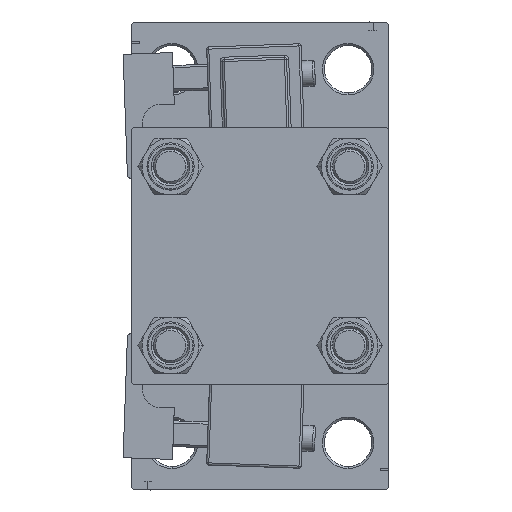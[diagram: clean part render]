
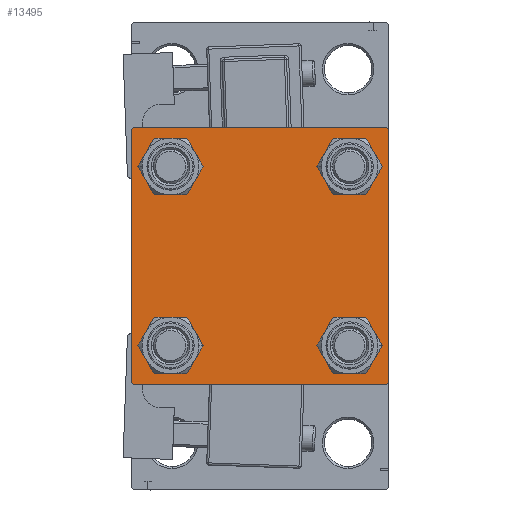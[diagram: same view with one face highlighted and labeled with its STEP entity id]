
A CAD part, left-side view. The second image highlights one B-rep face of the part: STEP entity #13495.
In plain terms, the highlighted planar face has unit normal (-1, 0, 0).
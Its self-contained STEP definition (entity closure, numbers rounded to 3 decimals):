
#27 = AXIS2_PLACEMENT_3D ( 'NONE', #8589, #31688, #48533 ) ;
#124 = CARTESIAN_POINT ( 'NONE',  ( 0., -20.85, -16.35 ) ) ;
#324 = AXIS2_PLACEMENT_3D ( 'NONE', #16770, #5068, #36730 ) ;
#1894 = FACE_BOUND ( 'NONE', #35716, .T. ) ;
#2943 = EDGE_CURVE ( 'NONE', #3709, #45771, #19613, .T. ) ;
#2968 = DIRECTION ( 'NONE',  ( 0., 0., 1. ) ) ;
#3103 = ORIENTED_EDGE ( 'NONE', *, *, #9368, .T. ) ;
#3709 = VERTEX_POINT ( 'NONE', #10550 ) ;
#4522 = VECTOR ( 'NONE', #25273, 1000. ) ;
#4929 = ORIENTED_EDGE ( 'NONE', *, *, #40020, .T. ) ;
#5068 = DIRECTION ( 'NONE',  ( 1., 0., 0. ) ) ;
#5838 = AXIS2_PLACEMENT_3D ( 'NONE', #32176, #38257, #34367 ) ;
#6261 = DIRECTION ( 'NONE',  ( 0., 0., -1. ) ) ;
#7157 = CARTESIAN_POINT ( 'NONE',  ( 0., 29.75, -29.75 ) ) ;
#7223 = CARTESIAN_POINT ( 'NONE',  ( 0., 20.85, 20.85 ) ) ;
#7331 = CARTESIAN_POINT ( 'NONE',  ( 0., -30., -29.5 ) ) ;
#7342 = DIRECTION ( 'NONE',  ( 1., 0., 0. ) ) ;
#7585 = DIRECTION ( 'NONE',  ( 1., 0., 0. ) ) ;
#7716 = EDGE_CURVE ( 'NONE', #38828, #8278, #23317, .T. ) ;
#8166 = ORIENTED_EDGE ( 'NONE', *, *, #23594, .T. ) ;
#8278 = VERTEX_POINT ( 'NONE', #20825 ) ;
#8589 = CARTESIAN_POINT ( 'NONE',  ( 0., -20.85, 20.85 ) ) ;
#9368 = EDGE_CURVE ( 'NONE', #43349, #21315, #18300, .T. ) ;
#10225 = CARTESIAN_POINT ( 'NONE',  ( 0., 29.5, -30. ) ) ;
#10319 = CARTESIAN_POINT ( 'NONE',  ( 0., 30., 29.5 ) ) ;
#10550 = CARTESIAN_POINT ( 'NONE',  ( 0., 29.5, 30. ) ) ;
#10655 = CARTESIAN_POINT ( 'NONE',  ( 0., -20.85, 25.35 ) ) ;
#11383 = DIRECTION ( 'NONE',  ( 0., 0., 1. ) ) ;
#11947 = ORIENTED_EDGE ( 'NONE', *, *, #2943, .F. ) ;
#12009 = EDGE_LOOP ( 'NONE', ( #31656, #40178 ) ) ;
#12252 = CARTESIAN_POINT ( 'NONE',  ( 0., -30., 29.5 ) ) ;
#12434 = DIRECTION ( 'NONE',  ( 1., 0., 0. ) ) ;
#12627 = AXIS2_PLACEMENT_3D ( 'NONE', #38503, #7585, #42110 ) ;
#12760 = EDGE_CURVE ( 'NONE', #21315, #43349, #48195, .T. ) ;
#12848 = LINE ( 'NONE', #48617, #4522 ) ;
#13495 = ADVANCED_FACE ( 'NONE', ( #34579, #37444, #18772, #1894, #30673 ), #37953, .T. ) ;
#13725 = EDGE_CURVE ( 'NONE', #37411, #29685, #51237, .T. ) ;
#14062 = CARTESIAN_POINT ( 'NONE',  ( 0., 20.85, -25.35 ) ) ;
#14643 = DIRECTION ( 'NONE',  ( 1., 0., 0. ) ) ;
#15043 = AXIS2_PLACEMENT_3D ( 'NONE', #22920, #7342, #2968 ) ;
#15161 = ORIENTED_EDGE ( 'NONE', *, *, #39498, .F. ) ;
#15337 = AXIS2_PLACEMENT_3D ( 'NONE', #28509, #12434, #44336 ) ;
#15536 = LINE ( 'NONE', #32339, #24397 ) ;
#15706 = ORIENTED_EDGE ( 'NONE', *, *, #13725, .T. ) ;
#15734 = DIRECTION ( 'NONE',  ( 0., -0.707, -0.707 ) ) ;
#16520 = CARTESIAN_POINT ( 'NONE',  ( 0., -20.85, -25.35 ) ) ;
#16770 = CARTESIAN_POINT ( 'NONE',  ( 0., -20.85, 20.85 ) ) ;
#17307 = ORIENTED_EDGE ( 'NONE', *, *, #12760, .T. ) ;
#17751 = DIRECTION ( 'NONE',  ( -1., 0., 0. ) ) ;
#17901 = EDGE_CURVE ( 'NONE', #23142, #20623, #36863, .T. ) ;
#18048 = LINE ( 'NONE', #42415, #29676 ) ;
#18300 = CIRCLE ( 'NONE', #5838, 4.5 ) ;
#18361 = VECTOR ( 'NONE', #50241, 1000. ) ;
#18592 = VECTOR ( 'NONE', #6261, 1000. ) ;
#18738 = CARTESIAN_POINT ( 'NONE',  ( 0., 30., -29.5 ) ) ;
#18772 = FACE_BOUND ( 'NONE', #12009, .T. ) ;
#19613 = LINE ( 'NONE', #48821, #45476 ) ;
#20623 = VERTEX_POINT ( 'NONE', #14062 ) ;
#20825 = CARTESIAN_POINT ( 'NONE',  ( 0., -20.85, 16.35 ) ) ;
#20916 = ORIENTED_EDGE ( 'NONE', *, *, #29796, .T. ) ;
#21315 = VERTEX_POINT ( 'NONE', #124 ) ;
#21525 = CARTESIAN_POINT ( 'NONE',  ( 0., 20.85, 16.35 ) ) ;
#21716 = AXIS2_PLACEMENT_3D ( 'NONE', #7223, #23049, #11383 ) ;
#22750 = LINE ( 'NONE', #38056, #18361 ) ;
#22920 = CARTESIAN_POINT ( 'NONE',  ( 0., 20.85, 20.85 ) ) ;
#23049 = DIRECTION ( 'NONE',  ( 1., 0., 0. ) ) ;
#23142 = VERTEX_POINT ( 'NONE', #27974 ) ;
#23317 = CIRCLE ( 'NONE', #27, 4.5 ) ;
#23390 = AXIS2_PLACEMENT_3D ( 'NONE', #41845, #17751, #37705 ) ;
#23594 = EDGE_CURVE ( 'NONE', #29685, #40151, #18048, .T. ) ;
#24218 = ORIENTED_EDGE ( 'NONE', *, *, #33650, .T. ) ;
#24397 = VECTOR ( 'NONE', #35729, 1000. ) ;
#25069 = AXIS2_PLACEMENT_3D ( 'NONE', #29924, #14643, #42111 ) ;
#25273 = DIRECTION ( 'NONE',  ( 0., -0.707, 0.707 ) ) ;
#26887 = VERTEX_POINT ( 'NONE', #7331 ) ;
#27094 = ORIENTED_EDGE ( 'NONE', *, *, #50527, .T. ) ;
#27974 = CARTESIAN_POINT ( 'NONE',  ( 0., 20.85, -16.35 ) ) ;
#28223 = DIRECTION ( 'NONE',  ( 0., 0., -1. ) ) ;
#28509 = CARTESIAN_POINT ( 'NONE',  ( 0., 20.85, -20.85 ) ) ;
#29101 = LINE ( 'NONE', #41045, #18592 ) ;
#29676 = VECTOR ( 'NONE', #30470, 1000. ) ;
#29685 = VERTEX_POINT ( 'NONE', #10225 ) ;
#29796 = EDGE_CURVE ( 'NONE', #47887, #37575, #35709, .T. ) ;
#29924 = CARTESIAN_POINT ( 'NONE',  ( 0., 20.85, -20.85 ) ) ;
#30470 = DIRECTION ( 'NONE',  ( 0., -1., 0. ) ) ;
#30673 = FACE_OUTER_BOUND ( 'NONE', #39105, .T. ) ;
#31293 = EDGE_CURVE ( 'NONE', #37575, #47887, #45714, .T. ) ;
#31656 = ORIENTED_EDGE ( 'NONE', *, *, #17901, .T. ) ;
#31688 = DIRECTION ( 'NONE',  ( 1., 0., 0. ) ) ;
#32176 = CARTESIAN_POINT ( 'NONE',  ( 0., -20.85, -20.85 ) ) ;
#32339 = CARTESIAN_POINT ( 'NONE',  ( 0., 29.75, 29.75 ) ) ;
#32637 = EDGE_LOOP ( 'NONE', ( #17307, #3103 ) ) ;
#33186 = CARTESIAN_POINT ( 'NONE',  ( 0., 20.85, 25.35 ) ) ;
#33650 = EDGE_CURVE ( 'NONE', #39367, #45771, #22750, .T. ) ;
#34099 = ORIENTED_EDGE ( 'NONE', *, *, #50897, .T. ) ;
#34367 = DIRECTION ( 'NONE',  ( 0., 0., 1. ) ) ;
#34579 = FACE_BOUND ( 'NONE', #43848, .T. ) ;
#35120 = VECTOR ( 'NONE', #28223, 1000. ) ;
#35420 = DIRECTION ( 'NONE',  ( 0., -1., 0. ) ) ;
#35709 = CIRCLE ( 'NONE', #15043, 4.5 ) ;
#35716 = EDGE_LOOP ( 'NONE', ( #20916, #49342 ) ) ;
#35729 = DIRECTION ( 'NONE',  ( 0., 0.707, -0.707 ) ) ;
#35761 = LINE ( 'NONE', #48197, #35120 ) ;
#36232 = EDGE_CURVE ( 'NONE', #20623, #23142, #47446, .T. ) ;
#36730 = DIRECTION ( 'NONE',  ( 0., 0., 1. ) ) ;
#36863 = CIRCLE ( 'NONE', #15337, 4.5 ) ;
#37411 = VERTEX_POINT ( 'NONE', #18738 ) ;
#37444 = FACE_BOUND ( 'NONE', #32637, .T. ) ;
#37510 = VECTOR ( 'NONE', #15734, 1000. ) ;
#37575 = VERTEX_POINT ( 'NONE', #21525 ) ;
#37705 = DIRECTION ( 'NONE',  ( 0., 0., 1. ) ) ;
#37953 = PLANE ( 'NONE',  #23390 ) ;
#38056 = CARTESIAN_POINT ( 'NONE',  ( 0., -29.75, 29.75 ) ) ;
#38257 = DIRECTION ( 'NONE',  ( 1., 0., 0. ) ) ;
#38503 = CARTESIAN_POINT ( 'NONE',  ( 0., -20.85, -20.85 ) ) ;
#38828 = VERTEX_POINT ( 'NONE', #10655 ) ;
#39105 = EDGE_LOOP ( 'NONE', ( #27094, #15706, #8166, #48395, #15161, #24218, #11947, #4929 ) ) ;
#39367 = VERTEX_POINT ( 'NONE', #12252 ) ;
#39498 = EDGE_CURVE ( 'NONE', #39367, #26887, #29101, .T. ) ;
#40020 = EDGE_CURVE ( 'NONE', #3709, #50601, #15536, .T. ) ;
#40151 = VERTEX_POINT ( 'NONE', #45062 ) ;
#40178 = ORIENTED_EDGE ( 'NONE', *, *, #36232, .T. ) ;
#40457 = EDGE_CURVE ( 'NONE', #40151, #26887, #12848, .T. ) ;
#41045 = CARTESIAN_POINT ( 'NONE',  ( 0., -30., 30. ) ) ;
#41198 = CARTESIAN_POINT ( 'NONE',  ( 0., -29.5, 30. ) ) ;
#41845 = CARTESIAN_POINT ( 'NONE',  ( 0., 0., 0. ) ) ;
#42110 = DIRECTION ( 'NONE',  ( 0., 0., 1. ) ) ;
#42111 = DIRECTION ( 'NONE',  ( 0., 0., 1. ) ) ;
#42415 = CARTESIAN_POINT ( 'NONE',  ( 0., 30., -30. ) ) ;
#43349 = VERTEX_POINT ( 'NONE', #16520 ) ;
#43848 = EDGE_LOOP ( 'NONE', ( #48405, #34099 ) ) ;
#44336 = DIRECTION ( 'NONE',  ( 0., 0., 1. ) ) ;
#45062 = CARTESIAN_POINT ( 'NONE',  ( 0., -29.5, -30. ) ) ;
#45476 = VECTOR ( 'NONE', #35420, 1000. ) ;
#45714 = CIRCLE ( 'NONE', #21716, 4.5 ) ;
#45771 = VERTEX_POINT ( 'NONE', #41198 ) ;
#47446 = CIRCLE ( 'NONE', #25069, 4.5 ) ;
#47545 = CIRCLE ( 'NONE', #324, 4.5 ) ;
#47887 = VERTEX_POINT ( 'NONE', #33186 ) ;
#48195 = CIRCLE ( 'NONE', #12627, 4.5 ) ;
#48197 = CARTESIAN_POINT ( 'NONE',  ( 0., 30., 30. ) ) ;
#48395 = ORIENTED_EDGE ( 'NONE', *, *, #40457, .T. ) ;
#48405 = ORIENTED_EDGE ( 'NONE', *, *, #7716, .T. ) ;
#48533 = DIRECTION ( 'NONE',  ( 0., 0., 1. ) ) ;
#48617 = CARTESIAN_POINT ( 'NONE',  ( 0., -29.75, -29.75 ) ) ;
#48821 = CARTESIAN_POINT ( 'NONE',  ( 0., 30., 30. ) ) ;
#49342 = ORIENTED_EDGE ( 'NONE', *, *, #31293, .T. ) ;
#50241 = DIRECTION ( 'NONE',  ( 0., 0.707, 0.707 ) ) ;
#50527 = EDGE_CURVE ( 'NONE', #50601, #37411, #35761, .T. ) ;
#50601 = VERTEX_POINT ( 'NONE', #10319 ) ;
#50897 = EDGE_CURVE ( 'NONE', #8278, #38828, #47545, .T. ) ;
#51237 = LINE ( 'NONE', #7157, #37510 ) ;
